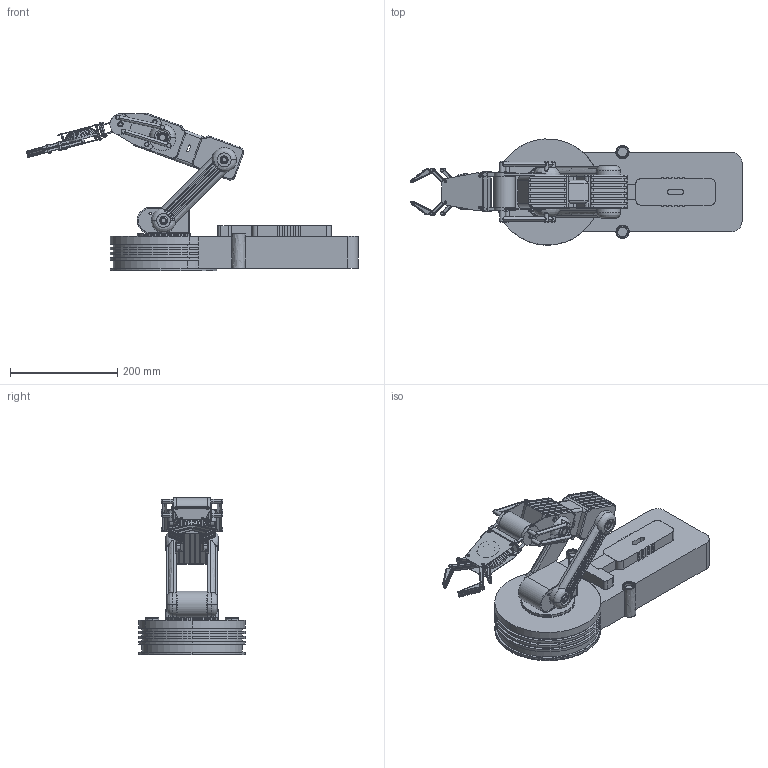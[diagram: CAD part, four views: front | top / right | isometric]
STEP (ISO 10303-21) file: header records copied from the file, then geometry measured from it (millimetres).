
FILE_DESCRIPTION(('FreeCAD Model'),'2;1');
FILE_NAME('Open CASCADE Shape Model','2025-04-26T22:42:07',('FreeCAD'),( 'FreeCAD'),'Open CASCADE STEP processor 7.6','FreeCAD','Unknown');
FILE_SCHEMA(('AUTOMOTIVE_DESIGN { 1 0 10303 214 1 1 1 1 }'));
Products named in the file (1): Open CASCADE STEP translator 7.6 1
Bounding box: 618.22 x 197.41 x 293.91 mm (x, y, z)
Volume: 5791312.3 mm3; surface area: 700826 mm2
Topology: 68 solids, 68 shells, 2812 faces, 7369 edges, 4721 vertices
Faces by surface type: bspline 2812
Entity records: 85415 total; most frequent: CARTESIAN_POINT 41977, ORIENTED_EDGE 14718, EDGE_CURVE 7359, B_SPLINE_CURVE_WITH_KNOTS 5823, VERTEX_POINT 4717, FACE_BOUND 3002, EDGE_LOOP 3002, ADVANCED_FACE 2812
